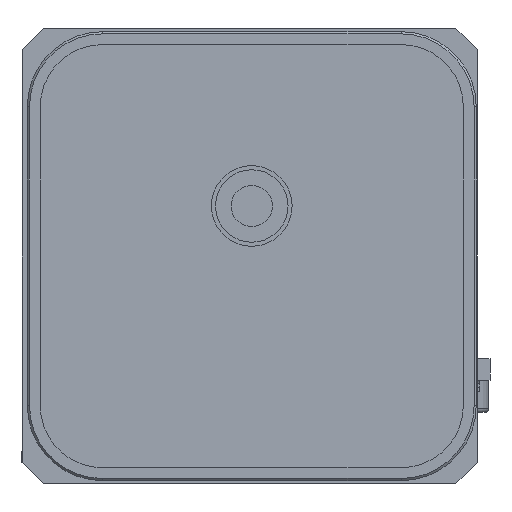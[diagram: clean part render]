
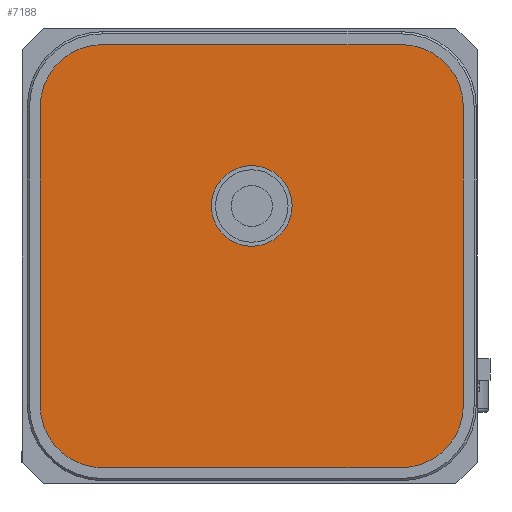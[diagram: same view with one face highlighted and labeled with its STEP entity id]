
A CAD part, left-side view. The second image highlights one B-rep face of the part: STEP entity #7188.
In plain terms, the highlighted face is planar.
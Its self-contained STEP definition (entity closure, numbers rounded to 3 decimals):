
#472=FACE_BOUND('',#1319,.T.);
#626=CIRCLE('',#7816,3.47);
#627=CIRCLE('',#7817,3.47);
#628=CIRCLE('',#7818,3.47);
#629=CIRCLE('',#7819,3.47);
#630=CIRCLE('',#7820,2.25);
#852=FACE_OUTER_BOUND('',#1318,.T.);
#1318=EDGE_LOOP('',(#5725,#5726,#5727,#5728,#5729,#5730,#5731,#5732));
#1319=EDGE_LOOP('',(#5733));
#1881=LINE('',#11198,#2673);
#1882=LINE('',#11202,#2674);
#1883=LINE('',#11206,#2675);
#1884=LINE('',#11209,#2676);
#2673=VECTOR('',#9178,16.66);
#2674=VECTOR('',#9181,16.66);
#2675=VECTOR('',#9184,16.66);
#2676=VECTOR('',#9187,16.66);
#3434=VERTEX_POINT('',#11194);
#3435=VERTEX_POINT('',#11195);
#3436=VERTEX_POINT('',#11197);
#3437=VERTEX_POINT('',#11199);
#3438=VERTEX_POINT('',#11201);
#3439=VERTEX_POINT('',#11203);
#3440=VERTEX_POINT('',#11205);
#3441=VERTEX_POINT('',#11207);
#3442=VERTEX_POINT('',#11210);
#4242=EDGE_CURVE('',#3434,#3435,#626,.T.);
#4243=EDGE_CURVE('',#3435,#3436,#1881,.T.);
#4244=EDGE_CURVE('',#3436,#3437,#627,.T.);
#4245=EDGE_CURVE('',#3437,#3438,#1882,.T.);
#4246=EDGE_CURVE('',#3438,#3439,#628,.T.);
#4247=EDGE_CURVE('',#3439,#3440,#1883,.T.);
#4248=EDGE_CURVE('',#3440,#3441,#629,.T.);
#4249=EDGE_CURVE('',#3441,#3434,#1884,.T.);
#4250=EDGE_CURVE('',#3442,#3442,#630,.T.);
#5725=ORIENTED_EDGE('',*,*,#4242,.T.);
#5726=ORIENTED_EDGE('',*,*,#4243,.T.);
#5727=ORIENTED_EDGE('',*,*,#4244,.T.);
#5728=ORIENTED_EDGE('',*,*,#4245,.T.);
#5729=ORIENTED_EDGE('',*,*,#4246,.T.);
#5730=ORIENTED_EDGE('',*,*,#4247,.T.);
#5731=ORIENTED_EDGE('',*,*,#4248,.T.);
#5732=ORIENTED_EDGE('',*,*,#4249,.T.);
#5733=ORIENTED_EDGE('',*,*,#4250,.F.);
#6801=PLANE('',#7815);
#7188=ADVANCED_FACE('',(#852,#472),#6801,.T.);
#7815=AXIS2_PLACEMENT_3D('',#11193,#9174,#9175);
#7816=AXIS2_PLACEMENT_3D('',#11196,#9176,#9177);
#7817=AXIS2_PLACEMENT_3D('',#11200,#9179,#9180);
#7818=AXIS2_PLACEMENT_3D('',#11204,#9182,#9183);
#7819=AXIS2_PLACEMENT_3D('',#11208,#9185,#9186);
#7820=AXIS2_PLACEMENT_3D('',#11211,#9188,#9189);
#9174=DIRECTION('center_axis',(0.,0.,
1.));
#9175=DIRECTION('ref_axis',(0.,-1.,0.));
#9176=DIRECTION('center_axis',(0.,0.,
1.));
#9177=DIRECTION('ref_axis',(0.,-1.,0.));
#9178=DIRECTION('',(0.,-1.,0.));
#9179=DIRECTION('center_axis',(0.,0.,
1.));
#9180=DIRECTION('ref_axis',(0.,-1.,0.));
#9181=DIRECTION('',(1.,0.,0.));
#9182=DIRECTION('center_axis',(0.,0.,
1.));
#9183=DIRECTION('ref_axis',(0.,-1.,0.));
#9184=DIRECTION('',(0.,1.,0.));
#9185=DIRECTION('center_axis',(0.,0.,
1.));
#9186=DIRECTION('ref_axis',(0.,-1.,0.));
#9187=DIRECTION('',(-1.,0.,0.));
#9188=DIRECTION('center_axis',(0.,0.,
1.));
#9189=DIRECTION('ref_axis',(0.,-1.,0.));
#11193=CARTESIAN_POINT('Origin',(36.69,-9.516,-21.874));
#11194=CARTESIAN_POINT('',(36.69,-6.046,-21.874));
#11195=CARTESIAN_POINT('',(33.22,-9.516,-21.874));
#11196=CARTESIAN_POINT('Origin',(36.69,-9.516,-21.874));
#11197=CARTESIAN_POINT('',(33.22,-26.176,-21.874));
#11198=CARTESIAN_POINT('',(33.22,-9.516,-21.874));
#11199=CARTESIAN_POINT('',(36.69,-29.646,-21.874));
#11200=CARTESIAN_POINT('Origin',(36.69,-26.176,-21.874));
#11201=CARTESIAN_POINT('',(53.35,-29.646,-21.874));
#11202=CARTESIAN_POINT('',(36.69,-29.646,-21.874));
#11203=CARTESIAN_POINT('',(56.82,-26.176,-21.874));
#11204=CARTESIAN_POINT('Origin',(53.35,-26.176,-21.874));
#11205=CARTESIAN_POINT('',(56.82,-9.516,-21.874));
#11206=CARTESIAN_POINT('',(56.82,-26.176,-21.874));
#11207=CARTESIAN_POINT('',(53.35,-6.046,-21.874));
#11208=CARTESIAN_POINT('Origin',(53.35,-9.516,-21.874));
#11209=CARTESIAN_POINT('',(53.35,-6.046,-21.874));
#11210=CARTESIAN_POINT('',(45.02,-17.296,-21.874));
#11211=CARTESIAN_POINT('Origin',(45.02,-15.046,-21.874));
